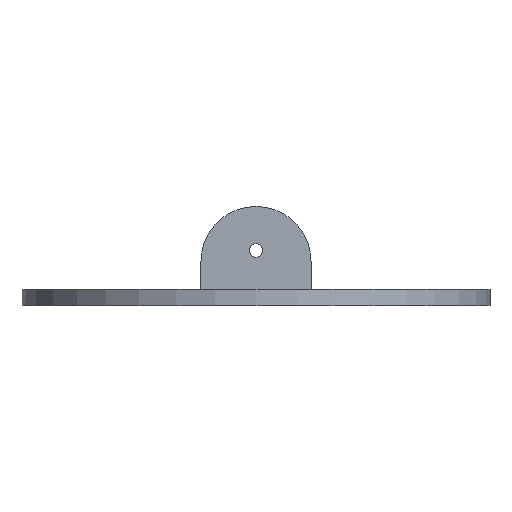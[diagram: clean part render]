
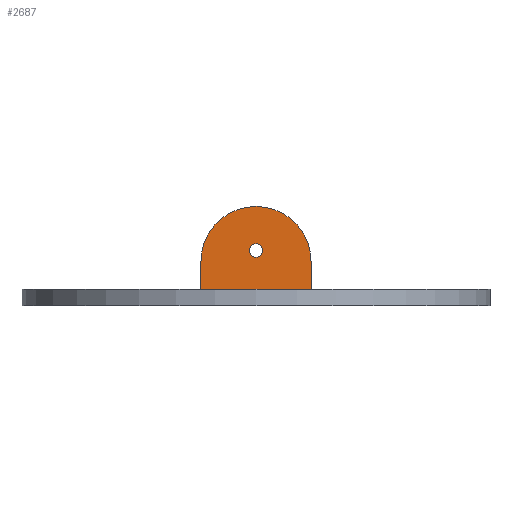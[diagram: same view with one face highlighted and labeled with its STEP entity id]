
A CAD part, front view. The second image highlights one B-rep face of the part: STEP entity #2687.
In plain terms, the highlighted planar face has unit normal (0, -1, 0).
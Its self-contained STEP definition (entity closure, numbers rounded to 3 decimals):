
#32 = PLANE('',#33);
#33 = AXIS2_PLACEMENT_3D('',#34,#35,#36);
#34 = CARTESIAN_POINT('',(-1.187,1.978,3.));
#35 = DIRECTION('',(0.,0.,1.));
#36 = DIRECTION('',(1.,0.,0.));
#741 = PLANE('',#742);
#742 = AXIS2_PLACEMENT_3D('',#743,#744,#745);
#743 = CARTESIAN_POINT('',(-10.,-39.,3.));
#744 = DIRECTION('',(1.,0.,0.));
#745 = DIRECTION('',(0.,0.,1.));
#1021 = PLANE('',#1022);
#1022 = AXIS2_PLACEMENT_3D('',#1023,#1024,#1025);
#1023 = CARTESIAN_POINT('',(10.,-39.,3.));
#1024 = DIRECTION('',(1.,0.,0.));
#1025 = DIRECTION('',(0.,0.,1.));
#1034 = VERTEX_POINT('',#1035);
#1035 = CARTESIAN_POINT('',(10.,-39.,3.));
#1056 = EDGE_CURVE('',#1057,#1034,#1059,.T.);
#1057 = VERTEX_POINT('',#1058);
#1058 = CARTESIAN_POINT('',(-10.,-39.,3.));
#1059 = SURFACE_CURVE('',#1060,(#1064,#1071),.PCURVE_S1.);
#1060 = LINE('',#1061,#1062);
#1061 = CARTESIAN_POINT('',(-10.,-39.,3.));
#1062 = VECTOR('',#1063,1.);
#1063 = DIRECTION('',(1.,0.,0.));
#1064 = PCURVE('',#32,#1065);
#1065 = DEFINITIONAL_REPRESENTATION('',(#1066),#1070);
#1066 = LINE('',#1067,#1068);
#1067 = CARTESIAN_POINT('',(-8.813,-40.978));
#1068 = VECTOR('',#1069,1.);
#1069 = DIRECTION('',(1.,0.));
#1070 = ( GEOMETRIC_REPRESENTATION_CONTEXT(2) 
PARAMETRIC_REPRESENTATION_CONTEXT() REPRESENTATION_CONTEXT('2D SPACE',''
  ) );
#1071 = PCURVE('',#1072,#1077);
#1072 = PLANE('',#1073);
#1073 = AXIS2_PLACEMENT_3D('',#1074,#1075,#1076);
#1074 = CARTESIAN_POINT('',(0.,-39.,8.92));
#1075 = DIRECTION('',(0.,1.,0.));
#1076 = DIRECTION('',(0.,0.,1.));
#1077 = DEFINITIONAL_REPRESENTATION('',(#1078),#1082);
#1078 = LINE('',#1079,#1080);
#1079 = CARTESIAN_POINT('',(-5.92,-10.));
#1080 = VECTOR('',#1081,1.);
#1081 = DIRECTION('',(0.,1.));
#1082 = ( GEOMETRIC_REPRESENTATION_CONTEXT(2) 
PARAMETRIC_REPRESENTATION_CONTEXT() REPRESENTATION_CONTEXT('2D SPACE',''
  ) );
#2551 = VERTEX_POINT('',#2552);
#2552 = CARTESIAN_POINT('',(-10.,-39.,8.));
#2566 = CYLINDRICAL_SURFACE('',#2567,10.);
#2567 = AXIS2_PLACEMENT_3D('',#2568,#2569,#2570);
#2568 = CARTESIAN_POINT('',(0.,-39.,8.));
#2569 = DIRECTION('',(0.,-1.,0.));
#2570 = DIRECTION('',(1.,0.,0.));
#2578 = EDGE_CURVE('',#1057,#2551,#2579,.T.);
#2579 = SURFACE_CURVE('',#2580,(#2584,#2591),.PCURVE_S1.);
#2580 = LINE('',#2581,#2582);
#2581 = CARTESIAN_POINT('',(-10.,-39.,3.));
#2582 = VECTOR('',#2583,1.);
#2583 = DIRECTION('',(0.,0.,1.));
#2584 = PCURVE('',#741,#2585);
#2585 = DEFINITIONAL_REPRESENTATION('',(#2586),#2590);
#2586 = LINE('',#2587,#2588);
#2587 = CARTESIAN_POINT('',(0.,0.));
#2588 = VECTOR('',#2589,1.);
#2589 = DIRECTION('',(1.,0.));
#2590 = ( GEOMETRIC_REPRESENTATION_CONTEXT(2) 
PARAMETRIC_REPRESENTATION_CONTEXT() REPRESENTATION_CONTEXT('2D SPACE',''
  ) );
#2591 = PCURVE('',#1072,#2592);
#2592 = DEFINITIONAL_REPRESENTATION('',(#2593),#2597);
#2593 = LINE('',#2594,#2595);
#2594 = CARTESIAN_POINT('',(-5.92,-10.));
#2595 = VECTOR('',#2596,1.);
#2596 = DIRECTION('',(1.,0.));
#2597 = ( GEOMETRIC_REPRESENTATION_CONTEXT(2) 
PARAMETRIC_REPRESENTATION_CONTEXT() REPRESENTATION_CONTEXT('2D SPACE',''
  ) );
#2687 = ADVANCED_FACE('',(#2688,#2741),#1072,.F.);
#2688 = FACE_BOUND('',#2689,.F.);
#2689 = EDGE_LOOP('',(#2690,#2691,#2692,#2720));
#2690 = ORIENTED_EDGE('',*,*,#1056,.F.);
#2691 = ORIENTED_EDGE('',*,*,#2578,.T.);
#2692 = ORIENTED_EDGE('',*,*,#2693,.F.);
#2693 = EDGE_CURVE('',#2694,#2551,#2696,.T.);
#2694 = VERTEX_POINT('',#2695);
#2695 = CARTESIAN_POINT('',(10.,-39.,8.));
#2696 = SURFACE_CURVE('',#2697,(#2702,#2713),.PCURVE_S1.);
#2697 = CIRCLE('',#2698,10.);
#2698 = AXIS2_PLACEMENT_3D('',#2699,#2700,#2701);
#2699 = CARTESIAN_POINT('',(0.,-39.,8.));
#2700 = DIRECTION('',(0.,-1.,0.));
#2701 = DIRECTION('',(1.,0.,0.));
#2702 = PCURVE('',#1072,#2703);
#2703 = DEFINITIONAL_REPRESENTATION('',(#2704),#2712);
#2704 = ( BOUNDED_CURVE() B_SPLINE_CURVE(2,(#2705,#2706,#2707,#2708,
#2709,#2710,#2711),.UNSPECIFIED.,.T.,.F.) B_SPLINE_CURVE_WITH_KNOTS((1,2
    ,2,2,2,1),(-2.094,0.,2.094,4.189,
6.283,8.378),.UNSPECIFIED.) CURVE() 
GEOMETRIC_REPRESENTATION_ITEM() RATIONAL_B_SPLINE_CURVE((1.,0.5,1.,0.5,
1.,0.5,1.)) REPRESENTATION_ITEM('') );
#2705 = CARTESIAN_POINT('',(-0.92,10.));
#2706 = CARTESIAN_POINT('',(16.4,10.));
#2707 = CARTESIAN_POINT('',(7.74,-5.));
#2708 = CARTESIAN_POINT('',(-0.92,-20.));
#2709 = CARTESIAN_POINT('',(-9.581,-5.));
#2710 = CARTESIAN_POINT('',(-18.241,10.));
#2711 = CARTESIAN_POINT('',(-0.92,10.));
#2712 = ( GEOMETRIC_REPRESENTATION_CONTEXT(2) 
PARAMETRIC_REPRESENTATION_CONTEXT() REPRESENTATION_CONTEXT('2D SPACE',''
  ) );
#2713 = PCURVE('',#2566,#2714);
#2714 = DEFINITIONAL_REPRESENTATION('',(#2715),#2719);
#2715 = LINE('',#2716,#2717);
#2716 = CARTESIAN_POINT('',(0.,0.));
#2717 = VECTOR('',#2718,1.);
#2718 = DIRECTION('',(1.,0.));
#2719 = ( GEOMETRIC_REPRESENTATION_CONTEXT(2) 
PARAMETRIC_REPRESENTATION_CONTEXT() REPRESENTATION_CONTEXT('2D SPACE',''
  ) );
#2720 = ORIENTED_EDGE('',*,*,#2721,.F.);
#2721 = EDGE_CURVE('',#1034,#2694,#2722,.T.);
#2722 = SURFACE_CURVE('',#2723,(#2727,#2734),.PCURVE_S1.);
#2723 = LINE('',#2724,#2725);
#2724 = CARTESIAN_POINT('',(10.,-39.,3.));
#2725 = VECTOR('',#2726,1.);
#2726 = DIRECTION('',(0.,0.,1.));
#2727 = PCURVE('',#1072,#2728);
#2728 = DEFINITIONAL_REPRESENTATION('',(#2729),#2733);
#2729 = LINE('',#2730,#2731);
#2730 = CARTESIAN_POINT('',(-5.92,10.));
#2731 = VECTOR('',#2732,1.);
#2732 = DIRECTION('',(1.,0.));
#2733 = ( GEOMETRIC_REPRESENTATION_CONTEXT(2) 
PARAMETRIC_REPRESENTATION_CONTEXT() REPRESENTATION_CONTEXT('2D SPACE',''
  ) );
#2734 = PCURVE('',#1021,#2735);
#2735 = DEFINITIONAL_REPRESENTATION('',(#2736),#2740);
#2736 = LINE('',#2737,#2738);
#2737 = CARTESIAN_POINT('',(0.,0.));
#2738 = VECTOR('',#2739,1.);
#2739 = DIRECTION('',(1.,0.));
#2740 = ( GEOMETRIC_REPRESENTATION_CONTEXT(2) 
PARAMETRIC_REPRESENTATION_CONTEXT() REPRESENTATION_CONTEXT('2D SPACE',''
  ) );
#2741 = FACE_BOUND('',#2742,.F.);
#2742 = EDGE_LOOP('',(#2743));
#2743 = ORIENTED_EDGE('',*,*,#2744,.T.);
#2744 = EDGE_CURVE('',#2745,#2745,#2747,.T.);
#2745 = VERTEX_POINT('',#2746);
#2746 = CARTESIAN_POINT('',(1.25,-39.,10.));
#2747 = SURFACE_CURVE('',#2748,(#2753,#2764),.PCURVE_S1.);
#2748 = CIRCLE('',#2749,1.25);
#2749 = AXIS2_PLACEMENT_3D('',#2750,#2751,#2752);
#2750 = CARTESIAN_POINT('',(0.,-39.,10.));
#2751 = DIRECTION('',(0.,-1.,0.));
#2752 = DIRECTION('',(1.,0.,0.));
#2753 = PCURVE('',#1072,#2754);
#2754 = DEFINITIONAL_REPRESENTATION('',(#2755),#2763);
#2755 = ( BOUNDED_CURVE() B_SPLINE_CURVE(2,(#2756,#2757,#2758,#2759,
#2760,#2761,#2762),.UNSPECIFIED.,.T.,.F.) B_SPLINE_CURVE_WITH_KNOTS((1,2
    ,2,2,2,1),(-2.094,0.,2.094,4.189,
6.283,8.378),.UNSPECIFIED.) CURVE() 
GEOMETRIC_REPRESENTATION_ITEM() RATIONAL_B_SPLINE_CURVE((1.,0.5,1.,0.5,
1.,0.5,1.)) REPRESENTATION_ITEM('') );
#2756 = CARTESIAN_POINT('',(1.08,1.25));
#2757 = CARTESIAN_POINT('',(3.245,1.25));
#2758 = CARTESIAN_POINT('',(2.162,-0.625));
#2759 = CARTESIAN_POINT('',(1.08,-2.5));
#2760 = CARTESIAN_POINT('',(-0.003,-0.625));
#2761 = CARTESIAN_POINT('',(-1.085,1.25));
#2762 = CARTESIAN_POINT('',(1.08,1.25));
#2763 = ( GEOMETRIC_REPRESENTATION_CONTEXT(2) 
PARAMETRIC_REPRESENTATION_CONTEXT() REPRESENTATION_CONTEXT('2D SPACE',''
  ) );
#2764 = PCURVE('',#2765,#2770);
#2765 = CYLINDRICAL_SURFACE('',#2766,1.25);
#2766 = AXIS2_PLACEMENT_3D('',#2767,#2768,#2769);
#2767 = CARTESIAN_POINT('',(0.,-39.,10.));
#2768 = DIRECTION('',(0.,-1.,0.));
#2769 = DIRECTION('',(1.,0.,0.));
#2770 = DEFINITIONAL_REPRESENTATION('',(#2771),#2775);
#2771 = LINE('',#2772,#2773);
#2772 = CARTESIAN_POINT('',(0.,0.));
#2773 = VECTOR('',#2774,1.);
#2774 = DIRECTION('',(1.,0.));
#2775 = ( GEOMETRIC_REPRESENTATION_CONTEXT(2) 
PARAMETRIC_REPRESENTATION_CONTEXT() REPRESENTATION_CONTEXT('2D SPACE',''
  ) );
